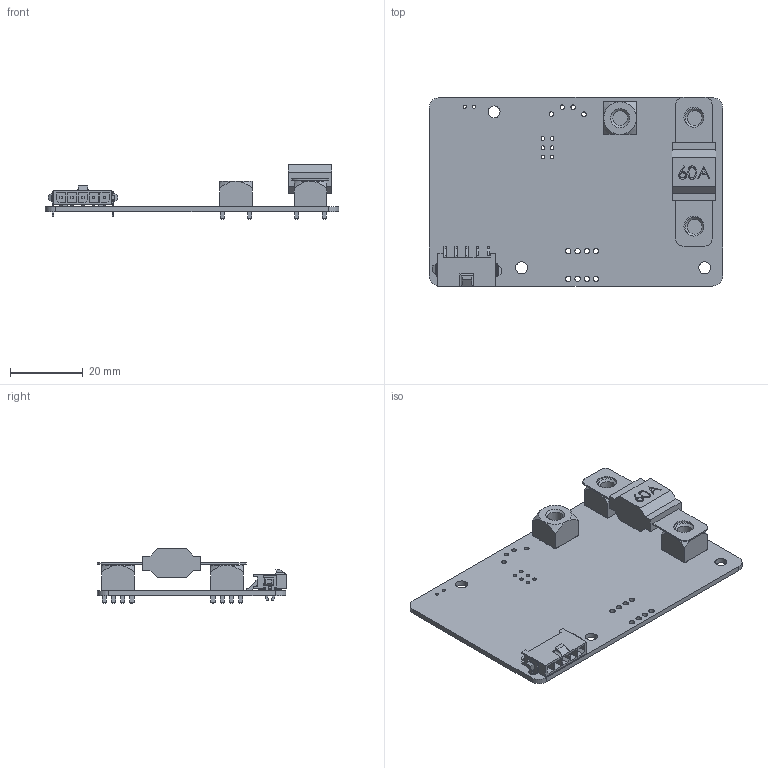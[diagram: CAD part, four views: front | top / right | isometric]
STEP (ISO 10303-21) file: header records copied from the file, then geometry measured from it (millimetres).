
FILE_DESCRIPTION(('Open CASCADE Model'),'2;1');
FILE_NAME('Open CASCADE Shape Model','2021-10-08T11:23:19',('Author'),( 'Open CASCADE'),'Open CASCADE STEP processor 6.8','Open CASCADE 6.8' ,'Unknown');
FILE_SCHEMA(('AUTOMOTIVE_DESIGN { 1 0 10303 214 1 1 1 1 }'));
Length unit declared in the file: millimetre
Products named in the file (1): PCB
Bounding box: 81 x 52.17 x 15.01 mm (x, y, z)
Volume: 6175.1 mm3; surface area: 12839.6 mm2
Topology: 2 solids, 311 shells, 636 faces, 2295 edges, 1980 vertices
Faces by surface type: plane 503, cylinder 100, bspline 18, cone 15
Full cylindrical faces by diameter (mm): 0.9 x2, 1.02 x6, 1.22 x2, 1.27 x2, 1.475 x32, 2.41 x2, 3.3 x3, 4.134 x6
Entity records: 29350 total; most frequent: CARTESIAN_POINT 7489, DIRECTION 3644, ORIENTED_EDGE 3194, EDGE_CURVE 2295, VERTEX_POINT 1980, LINE 1918, VECTOR 1918, AXIS2_PLACEMENT_3D 863
